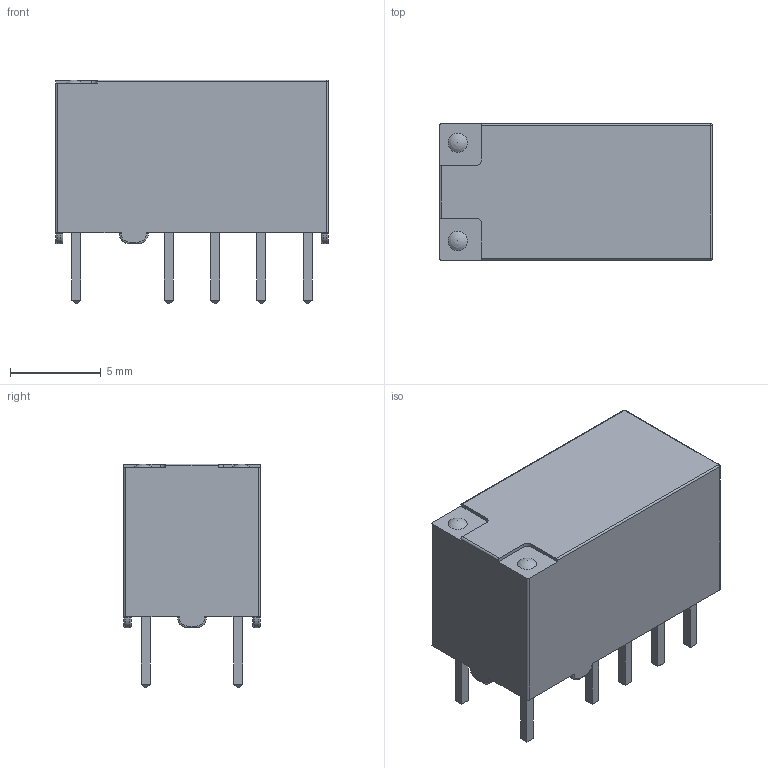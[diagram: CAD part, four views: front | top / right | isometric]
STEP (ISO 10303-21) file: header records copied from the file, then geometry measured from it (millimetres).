
FILE_DESCRIPTION(('FreeCAD Model'),'2;1');
FILE_NAME('Open CASCADE Shape Model','2025-01-27T23:04:02',(''),(''), 'Open CASCADE STEP processor 7.7','FreeCAD','Unknown');
FILE_SCHEMA(('AUTOMOTIVE_DESIGN { 1 0 10303 214 1 1 1 1 }'));
Length unit declared in the file: millimetre
Products named in the file (12): HFD3_THT_10C; HFD3-body-02; Pin7; Pin6; Pin8; Pin5; Pin9; Pin4; Pin3; Pin10; Pin12; Pin1
Assembly tree (11 placements, depth 2):
  HFD3_THT_10C
    HFD3-body-02
    Pin7
    Pin6
    Pin8
    Pin5
    Pin9
    Pin4
    Pin3
    Pin10
    Pin12
    Pin1
Bounding box: 15 x 7.5 x 12.3 mm (x, y, z)
Volume: 935.2 mm3; surface area: 697.7 mm2
Topology: 11 solids, 11 shells, 198 faces, 464 edges, 286 vertices
Faces by surface type: plane 132, cylinder 46, torus 16, sphere 4
Entity records: 5837 total; most frequent: DIRECTION 988, CARTESIAN_POINT 956, ORIENTED_EDGE 920, EDGE_CURVE 460, LINE 352, VECTOR 352, AXIS2_PLACEMENT_3D 318, VERTEX_POINT 286
